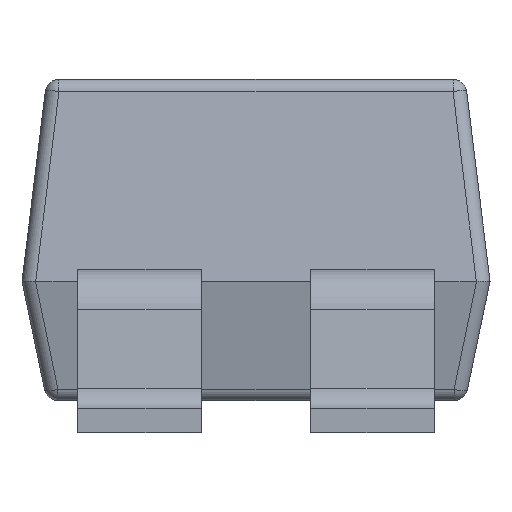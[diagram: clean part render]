
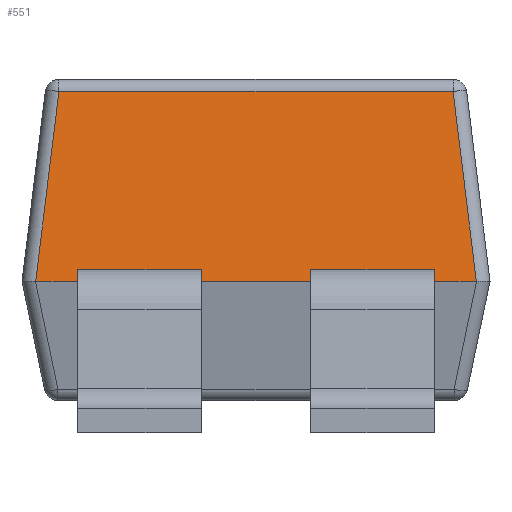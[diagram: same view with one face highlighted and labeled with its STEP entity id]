
A CAD part, front view. The second image highlights one B-rep face of the part: STEP entity #551.
In plain terms, the highlighted planar face has unit normal (0, -0.993, 0.122).
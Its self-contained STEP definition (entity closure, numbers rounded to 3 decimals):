
#41 = LINE ( 'NONE', #2623, #261 ) ;
#113 = DIRECTION ( 'NONE',  ( -1., 0., 0. ) ) ;
#126 = CARTESIAN_POINT ( 'NONE',  ( 1.945, -3.506, 1.775 ) ) ;
#184 = DIRECTION ( 'NONE',  ( -0.121, 0.121, 0.985 ) ) ;
#203 = ORIENTED_EDGE ( 'NONE', *, *, #634, .T. ) ;
#261 = VECTOR ( 'NONE', #2665, 1000. ) ;
#264 = EDGE_CURVE ( 'NONE', #3308, #2643, #716, .T. ) ;
#298 = VERTEX_POINT ( 'NONE', #3002 ) ;
#393 = DIRECTION ( 'NONE',  ( -0.121, -0.121, -0.985 ) ) ;
#404 = LINE ( 'NONE', #2117, #1082 ) ;
#430 = VERTEX_POINT ( 'NONE', #1812 ) ;
#542 = VERTEX_POINT ( 'NONE', #2015 ) ;
#551 = ADVANCED_FACE ( 'NONE', ( #3413 ), #728, .T. ) ;
#572 = EDGE_CURVE ( 'NONE', #1558, #3329, #819, .T. ) ;
#634 = EDGE_CURVE ( 'NONE', #430, #3308, #1509, .T. ) ;
#716 = LINE ( 'NONE', #758, #2595 ) ;
#728 = PLANE ( 'NONE',  #2282 ) ;
#758 = CARTESIAN_POINT ( 'NONE',  ( -2.137, -3.258, 3.794 ) ) ;
#819 = LINE ( 'NONE', #4072, #3225 ) ;
#856 = DIRECTION ( 'NONE',  ( 0., 0.122, 0.993 ) ) ;
#878 = DIRECTION ( 'NONE',  ( -1., 0., 0. ) ) ;
#887 = VERTEX_POINT ( 'NONE', #3842 ) ;
#888 = CARTESIAN_POINT ( 'NONE',  ( -0.595, -3.506, 1.775 ) ) ;
#894 = VERTEX_POINT ( 'NONE', #1548 ) ;
#928 = CARTESIAN_POINT ( 'NONE',  ( -2.55, -3.506, 1.775 ) ) ;
#977 = VECTOR ( 'NONE', #4183, 1000. ) ;
#1082 = VECTOR ( 'NONE', #4091, 1000. ) ;
#1095 = CARTESIAN_POINT ( 'NONE',  ( 0.595, -3.506, 1.775 ) ) ;
#1153 = VERTEX_POINT ( 'NONE', #126 ) ;
#1289 = VERTEX_POINT ( 'NONE', #888 ) ;
#1338 = EDGE_CURVE ( 'NONE', #3048, #430, #2510, .T. ) ;
#1428 = CARTESIAN_POINT ( 'NONE',  ( -2.147, -3.268, 3.712 ) ) ;
#1509 = LINE ( 'NONE', #3143, #3581 ) ;
#1548 = CARTESIAN_POINT ( 'NONE',  ( 1.945, -3.522, 1.644 ) ) ;
#1558 = VERTEX_POINT ( 'NONE', #2037 ) ;
#1613 = ORIENTED_EDGE ( 'NONE', *, *, #1338, .T. ) ;
#1688 = ORIENTED_EDGE ( 'NONE', *, *, #2767, .F. ) ;
#1777 = VECTOR ( 'NONE', #184, 1000. ) ;
#1812 = CARTESIAN_POINT ( 'NONE',  ( 2.147, -3.268, 3.712 ) ) ;
#1869 = DIRECTION ( 'NONE',  ( 1., 0., 0. ) ) ;
#1908 = CARTESIAN_POINT ( 'NONE',  ( 1.945, -3.506, 1.775 ) ) ;
#1962 = ORIENTED_EDGE ( 'NONE', *, *, #3882, .T. ) ;
#1986 = ORIENTED_EDGE ( 'NONE', *, *, #572, .T. ) ;
#2015 = CARTESIAN_POINT ( 'NONE',  ( 0.595, -3.522, 1.644 ) ) ;
#2037 = CARTESIAN_POINT ( 'NONE',  ( -1.945, -3.522, 1.644 ) ) ;
#2106 = EDGE_LOOP ( 'NONE', ( #203, #3497, #3999, #1986, #1962, #2498, #3904, #1688, #3707, #2834, #2492, #1613 ) ) ;
#2117 = CARTESIAN_POINT ( 'NONE',  ( -2.55, -3.522, 1.644 ) ) ;
#2122 = CARTESIAN_POINT ( 'NONE',  ( -2.55, -3.252, 3.844 ) ) ;
#2172 = LINE ( 'NONE', #3173, #977 ) ;
#2232 = DIRECTION ( 'NONE',  ( 0., 0.122, 0.993 ) ) ;
#2280 = CARTESIAN_POINT ( 'NONE',  ( -1.945, -3.506, 1.775 ) ) ;
#2282 = AXIS2_PLACEMENT_3D ( 'NONE', #2122, #2756, #3766 ) ;
#2375 = VECTOR ( 'NONE', #113, 1000. ) ;
#2399 = DIRECTION ( 'NONE',  ( 0., -0.122, -0.993 ) ) ;
#2462 = EDGE_CURVE ( 'NONE', #3048, #894, #3705, .T. ) ;
#2492 = ORIENTED_EDGE ( 'NONE', *, *, #2462, .F. ) ;
#2498 = ORIENTED_EDGE ( 'NONE', *, *, #2559, .F. ) ;
#2510 = LINE ( 'NONE', #2764, #1777 ) ;
#2549 = LINE ( 'NONE', #4198, #2698 ) ;
#2559 = EDGE_CURVE ( 'NONE', #887, #1289, #2549, .T. ) ;
#2595 = VECTOR ( 'NONE', #393, 1000. ) ;
#2623 = CARTESIAN_POINT ( 'NONE',  ( -2.55, -3.522, 1.644 ) ) ;
#2625 = CARTESIAN_POINT ( 'NONE',  ( -2.401, -3.522, 1.644 ) ) ;
#2628 = EDGE_CURVE ( 'NONE', #298, #1153, #3871, .T. ) ;
#2643 = VERTEX_POINT ( 'NONE', #2625 ) ;
#2665 = DIRECTION ( 'NONE',  ( -1., 0., 0. ) ) ;
#2698 = VECTOR ( 'NONE', #2232, 1000. ) ;
#2752 = CARTESIAN_POINT ( 'NONE',  ( 2.401, -3.522, 1.644 ) ) ;
#2756 = DIRECTION ( 'NONE',  ( 0., -0.993, 0.122 ) ) ;
#2764 = CARTESIAN_POINT ( 'NONE',  ( 2.062, -3.184, 4.402 ) ) ;
#2767 = EDGE_CURVE ( 'NONE', #298, #542, #3102, .T. ) ;
#2834 = ORIENTED_EDGE ( 'NONE', *, *, #4208, .T. ) ;
#2934 = EDGE_CURVE ( 'NONE', #1558, #2643, #41, .T. ) ;
#3002 = CARTESIAN_POINT ( 'NONE',  ( 0.595, -3.506, 1.775 ) ) ;
#3007 = EDGE_CURVE ( 'NONE', #542, #887, #404, .T. ) ;
#3039 = CARTESIAN_POINT ( 'NONE',  ( -2.55, -3.522, 1.644 ) ) ;
#3048 = VERTEX_POINT ( 'NONE', #2752 ) ;
#3102 = LINE ( 'NONE', #1095, #3758 ) ;
#3143 = CARTESIAN_POINT ( 'NONE',  ( -2.28, -3.268, 3.712 ) ) ;
#3168 = LINE ( 'NONE', #1908, #3992 ) ;
#3173 = CARTESIAN_POINT ( 'NONE',  ( -2.55, -3.506, 1.775 ) ) ;
#3215 = DIRECTION ( 'NONE',  ( 0., -0.122, -0.993 ) ) ;
#3225 = VECTOR ( 'NONE', #856, 1000. ) ;
#3308 = VERTEX_POINT ( 'NONE', #1428 ) ;
#3329 = VERTEX_POINT ( 'NONE', #2280 ) ;
#3413 = FACE_OUTER_BOUND ( 'NONE', #2106, .T. ) ;
#3497 = ORIENTED_EDGE ( 'NONE', *, *, #264, .T. ) ;
#3543 = VECTOR ( 'NONE', #1869, 1000. ) ;
#3581 = VECTOR ( 'NONE', #878, 1000. ) ;
#3705 = LINE ( 'NONE', #3039, #2375 ) ;
#3707 = ORIENTED_EDGE ( 'NONE', *, *, #2628, .T. ) ;
#3758 = VECTOR ( 'NONE', #2399, 1000. ) ;
#3766 = DIRECTION ( 'NONE',  ( 0., -0.122, -0.993 ) ) ;
#3842 = CARTESIAN_POINT ( 'NONE',  ( -0.595, -3.522, 1.644 ) ) ;
#3871 = LINE ( 'NONE', #928, #3543 ) ;
#3882 = EDGE_CURVE ( 'NONE', #3329, #1289, #2172, .T. ) ;
#3904 = ORIENTED_EDGE ( 'NONE', *, *, #3007, .F. ) ;
#3992 = VECTOR ( 'NONE', #3215, 1000. ) ;
#3999 = ORIENTED_EDGE ( 'NONE', *, *, #2934, .F. ) ;
#4072 = CARTESIAN_POINT ( 'NONE',  ( -1.945, -3.522, 1.644 ) ) ;
#4091 = DIRECTION ( 'NONE',  ( -1., 0., 0. ) ) ;
#4183 = DIRECTION ( 'NONE',  ( 1., 0., 0. ) ) ;
#4198 = CARTESIAN_POINT ( 'NONE',  ( -0.595, -3.522, 1.644 ) ) ;
#4208 = EDGE_CURVE ( 'NONE', #1153, #894, #3168, .T. ) ;
